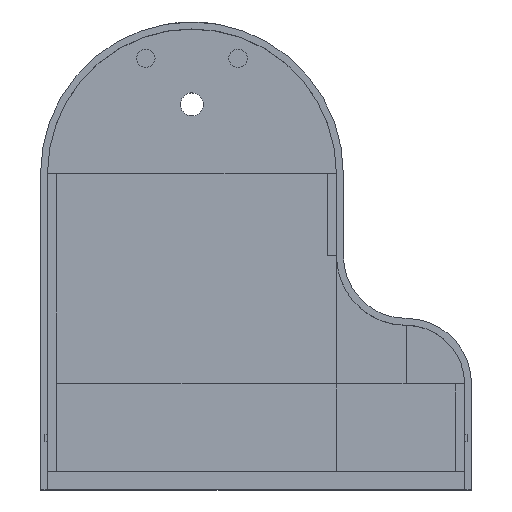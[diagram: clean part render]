
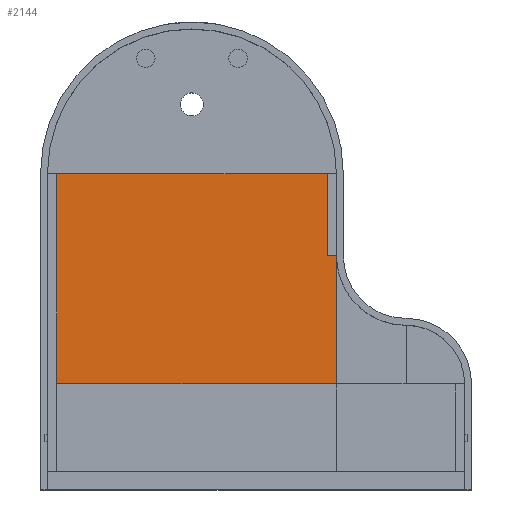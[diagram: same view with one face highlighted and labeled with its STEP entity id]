
A CAD part, top view. The second image highlights one B-rep face of the part: STEP entity #2144.
In plain terms, the highlighted planar face has unit normal (0, 0, 1).
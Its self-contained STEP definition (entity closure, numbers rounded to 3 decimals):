
#1219 = VERTEX_POINT('',#1220);
#1220 = CARTESIAN_POINT('',(31.35,-17.85,2.5));
#1545 = VERTEX_POINT('',#1546);
#1546 = CARTESIAN_POINT('',(-29.35,0.,2.5));
#1570 = VERTEX_POINT('',#1571);
#1571 = CARTESIAN_POINT('',(-29.35,-45.65,2.5));
#1577 = EDGE_CURVE('',#1570,#1545,#1578,.T.);
#1578 = LINE('',#1579,#1580);
#1579 = CARTESIAN_POINT('',(-29.35,-64.65,2.5));
#1580 = VECTOR('',#1581,1.);
#1581 = DIRECTION('',(0.,1.,0.));
#1596 = VERTEX_POINT('',#1597);
#1597 = CARTESIAN_POINT('',(31.35,-45.65,2.5));
#1603 = EDGE_CURVE('',#1570,#1596,#1604,.T.);
#1604 = LINE('',#1605,#1606);
#1605 = CARTESIAN_POINT('',(-31.35,-45.65,2.5));
#1606 = VECTOR('',#1607,1.);
#1607 = DIRECTION('',(1.,0.,0.));
#1994 = EDGE_CURVE('',#1596,#1219,#1995,.T.);
#1995 = LINE('',#1996,#1997);
#1996 = CARTESIAN_POINT('',(31.35,-45.65,2.5));
#1997 = VECTOR('',#1998,1.);
#1998 = DIRECTION('',(0.,1.,0.));
#2011 = EDGE_CURVE('',#2012,#1219,#2014,.T.);
#2012 = VERTEX_POINT('',#2013);
#2013 = CARTESIAN_POINT('',(29.35,-17.85,2.5));
#2014 = LINE('',#2015,#2016);
#2015 = CARTESIAN_POINT('',(29.35,-17.85,2.5));
#2016 = VECTOR('',#2017,1.);
#2017 = DIRECTION('',(1.,0.,0.));
#2067 = VERTEX_POINT('',#2068);
#2068 = CARTESIAN_POINT('',(29.35,0.,2.5));
#2092 = EDGE_CURVE('',#2093,#1545,#2095,.T.);
#2093 = VERTEX_POINT('',#2094);
#2094 = CARTESIAN_POINT('',(0.,0.,2.5));
#2095 = LINE('',#2096,#2097);
#2096 = CARTESIAN_POINT('',(0.,0.,2.5));
#2097 = VECTOR('',#2098,1.);
#2098 = DIRECTION('',(-1.,0.,0.));
#2100 = EDGE_CURVE('',#2093,#2067,#2101,.T.);
#2101 = LINE('',#2102,#2103);
#2102 = CARTESIAN_POINT('',(0.,0.,2.5));
#2103 = VECTOR('',#2104,1.);
#2104 = DIRECTION('',(1.,0.,0.));
#2144 = ADVANCED_FACE('',(#2145),#2159,.T.);
#2145 = FACE_BOUND('',#2146,.T.);
#2146 = EDGE_LOOP('',(#2147,#2148,#2149,#2150,#2151,#2157,#2158));
#2147 = ORIENTED_EDGE('',*,*,#1577,.F.);
#2148 = ORIENTED_EDGE('',*,*,#1603,.T.);
#2149 = ORIENTED_EDGE('',*,*,#1994,.T.);
#2150 = ORIENTED_EDGE('',*,*,#2011,.F.);
#2151 = ORIENTED_EDGE('',*,*,#2152,.T.);
#2152 = EDGE_CURVE('',#2012,#2067,#2153,.T.);
#2153 = LINE('',#2154,#2155);
#2154 = CARTESIAN_POINT('',(29.35,-17.85,2.5));
#2155 = VECTOR('',#2156,1.);
#2156 = DIRECTION('',(0.,1.,0.));
#2157 = ORIENTED_EDGE('',*,*,#2100,.F.);
#2158 = ORIENTED_EDGE('',*,*,#2092,.T.);
#2159 = PLANE('',#2160);
#2160 = AXIS2_PLACEMENT_3D('',#2161,#2162,#2163);
#2161 = CARTESIAN_POINT('',(-31.35,-68.65,2.5));
#2162 = DIRECTION('',(0.,0.,1.));
#2163 = DIRECTION('',(1.,0.,-0.));
